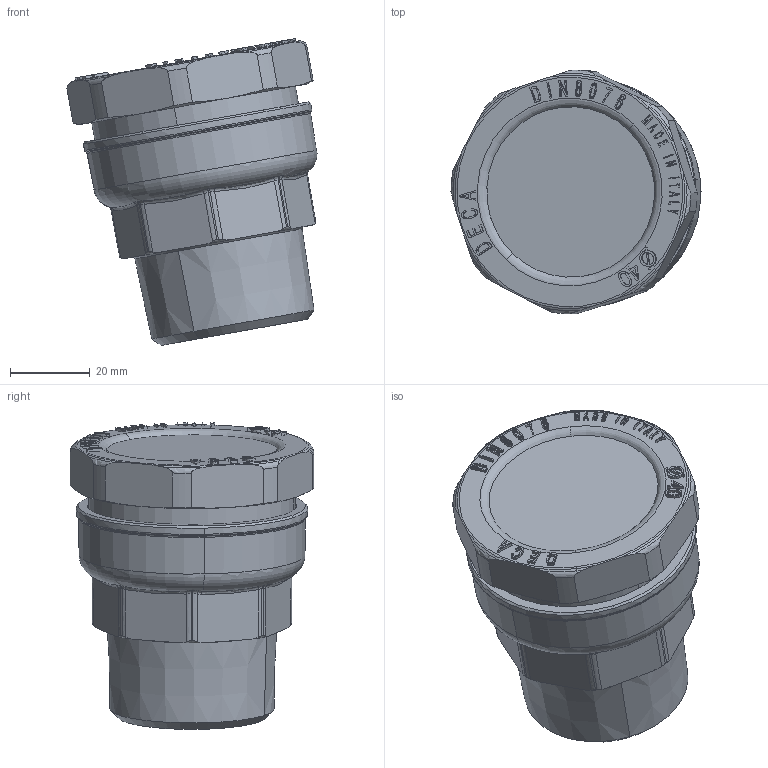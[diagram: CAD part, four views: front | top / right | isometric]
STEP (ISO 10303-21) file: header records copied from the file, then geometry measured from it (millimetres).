
FILE_DESCRIPTION(('CATIA V5 STEP Exchange'),'2;1');
FILE_NAME('STEP_861740_-_TST.stp','2018-12-13T16:35:16+00:00',('none'),('none'),'CATIA Version 5-6 Release 2016 SP4','CATIA V5 STEP AP203','none');
FILE_SCHEMA(('CONFIG_CONTROL_DESIGN'));
Length unit declared in the file: millimetre
Products named in the file (1): 861740 - TST
Bounding box: 62.59 x 61 x 76.81 mm (x, y, z)
Volume: 135731.4 mm3; surface area: 17632.2 mm2
Topology: 1 solids, 1 shells, 586 faces, 1553 edges, 1014 vertices
Faces by surface type: plane 226, extrusion 219, cone 48, bspline 42, torus 35, cylinder 16
Entity records: 20114 total; most frequent: CARTESIAN_POINT 7905, ORIENTED_EDGE 3106, EDGE_CURVE 1553, DIRECTION 1458, VERTEX_POINT 1014, VECTOR 881, LINE 662, B_SPLINE_CURVE_WITH_KNOTS 654
